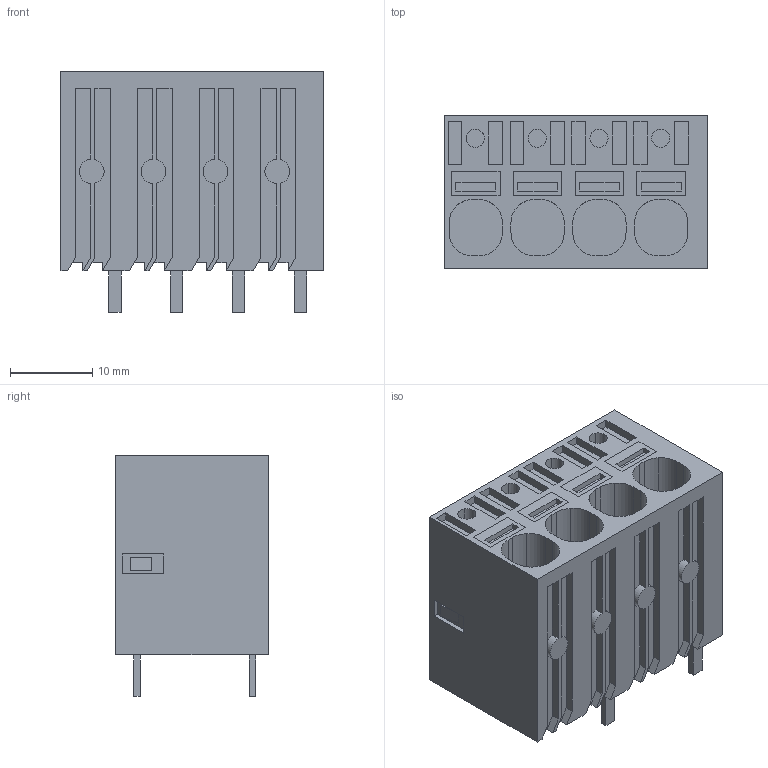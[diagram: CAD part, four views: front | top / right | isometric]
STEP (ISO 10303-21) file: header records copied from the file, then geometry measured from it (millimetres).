
FILE_DESCRIPTION(('CATIA V5 STEP Exchange','CAx-IF Rec.Pracs.--- Model Styling and Organization---1.4--- 2014-01-23'),'2;1');
FILE_NAME ('D1462818_1_2491640000_2491640000.stp','2018-11-19T15:29:40+00:00',('none'),('Weidmueller'),'CATIA Version 5-6 Release 2016 SP3 HF44','CATIA V5 STEP AP214','none');
FILE_SCHEMA(('AUTOMOTIVE_DESIGN { 1 0 10303 214 1 1 1 1 }'));
Length unit declared in the file: millimetre
Products named in the file (1): 2491640000
Bounding box: 31.8 x 18.5 x 29.15 mm (x, y, z)
Volume: 12530.3 mm3; surface area: 5718 mm2
Topology: 9 solids, 9 shells, 335 faces, 863 edges, 572 vertices
Faces by surface type: plane 287, cylinder 48
Entity records: 9869 total; most frequent: ORIENTED_EDGE 1726, CARTESIAN_POINT 1698, DIRECTION 1353, EDGE_CURVE 863, VECTOR 767, LINE 767, VERTEX_POINT 572, EDGE_LOOP 361
